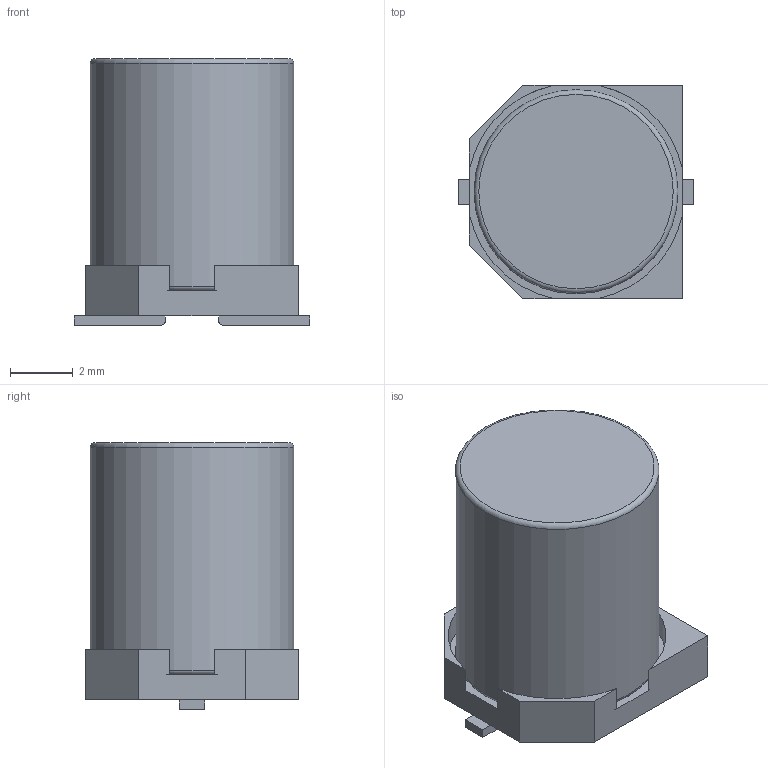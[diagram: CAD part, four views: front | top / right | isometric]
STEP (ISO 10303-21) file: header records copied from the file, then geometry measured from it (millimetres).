
FILE_DESCRIPTION(('FreeCAD Model'),'2;1');
FILE_NAME('17113453.1.1.stp','2022-12-23T02:07:01',( 'Author'),(''),'Open CASCADE STEP processor 6.9','FreeCAD','Unknown' );
FILE_SCHEMA(('AUTOMOTIVE_DESIGN { 1 0 10303 214 1 1 1 1 }'));
Length unit declared in the file: millimetre
Products named in the file (5): ASSEMBLY; Base; Pin1Fillet; Pin2Fillet; Fillet
Assembly tree (4 placements, depth 2):
  ASSEMBLY
    Base
    Pin1Fillet
    Pin2Fillet
    Fillet
Bounding box: 7.5 x 6.8 x 8.5 mm (x, y, z)
Volume: 286 mm3; surface area: 363.7 mm2
Topology: 4 solids, 4 shells, 35 faces, 79 edges, 52 vertices
Faces by surface type: plane 26, cylinder 7, torus 2
Full cylindrical faces by diameter (mm): 6.5 x1
Entity records: 2098 total; most frequent: CARTESIAN_POINT 369, DIRECTION 305, LINE 177, VECTOR 177, ORIENTED_EDGE 158, PCURVE 158, DEFINITIONAL_REPRESENTATION 158, EDGE_CURVE 79
